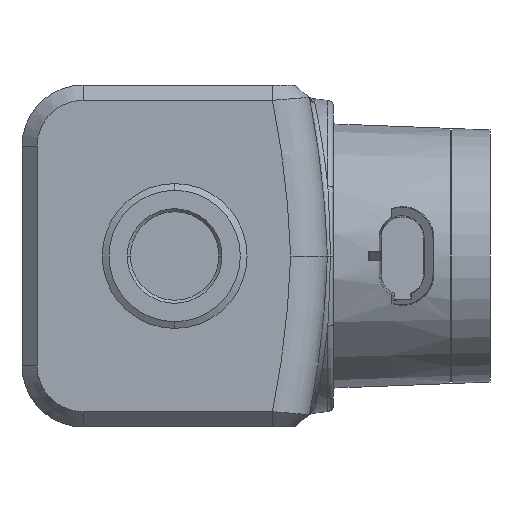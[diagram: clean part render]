
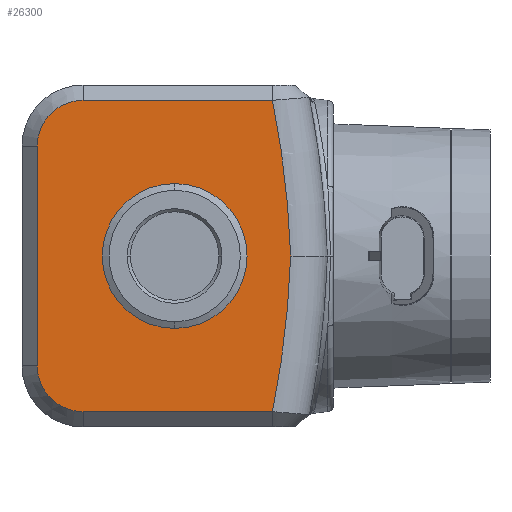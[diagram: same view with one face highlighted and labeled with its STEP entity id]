
A CAD part, front view. The second image highlights one B-rep face of the part: STEP entity #26300.
In plain terms, the highlighted planar face has unit normal (0, -1, 0).
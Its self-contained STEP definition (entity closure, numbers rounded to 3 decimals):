
#1723 = CARTESIAN_POINT ( 'NONE',  ( 32.044, -70., 51. ) ) ;
#1748 = CARTESIAN_POINT ( 'NONE',  ( -45., -70., 36. ) ) ;
#1751 = CARTESIAN_POINT ( 'NONE',  ( -30., -70., 51. ) ) ;
#1752 = CARTESIAN_POINT ( 'NONE',  ( -45., -70., -36. ) ) ;
#1753 = CARTESIAN_POINT ( 'NONE',  ( 37.993, -70., 0. ) ) ;
#1763 = CARTESIAN_POINT ( 'NONE',  ( -30., -70., -51. ) ) ;
#1787 = CARTESIAN_POINT ( 'NONE',  ( 32.044, -70., -51. ) ) ;
#4645 = EDGE_CURVE ( 'NONE', #44669, #44666, #67442, .T. ) ;
#4646 = EDGE_CURVE ( 'NONE', #44666, #44670, #30918, .T. ) ;
#4647 = EDGE_CURVE ( 'NONE', #44681, #44670, #67392, .T. ) ;
#4648 = EDGE_CURVE ( 'NONE', #44705, #44681, #30923, .T. ) ;
#4649 = EDGE_CURVE ( 'NONE', #44671, #44705, #67213, .T. ) ;
#4650 = EDGE_CURVE ( 'NONE', #44671, #44641, #67460, .T. ) ;
#4651 = EDGE_CURVE ( 'NONE', #44641, #44669, #30928, .T. ) ;
#17563 = EDGE_LOOP ( 'NONE', ( #19680, #19679, #19678, #19677, #19676, #19675, #19674 ) ) ;
#19674 = ORIENTED_EDGE ( 'NONE', *, *, #4651, .T. ) ;
#19675 = ORIENTED_EDGE ( 'NONE', *, *, #4650, .T. ) ;
#19676 = ORIENTED_EDGE ( 'NONE', *, *, #4649, .F. ) ;
#19677 = ORIENTED_EDGE ( 'NONE', *, *, #4648, .F. ) ;
#19678 = ORIENTED_EDGE ( 'NONE', *, *, #4647, .F. ) ;
#19679 = ORIENTED_EDGE ( 'NONE', *, *, #4646, .T. ) ;
#19680 = ORIENTED_EDGE ( 'NONE', *, *, #4645, .T. ) ;
#21318 = PLANE ( 'NONE',  #47090 ) ;
#21382 = FACE_OUTER_BOUND ( 'NONE', #17563, .T. ) ;
#21434 = CARTESIAN_POINT ( 'NONE',  ( -50., -70., 56. ) ) ;
#21437 = DIRECTION ( 'NONE',  ( 0., -1., 0. ) ) ;
#21440 = DIRECTION ( 'NONE',  ( -1., 0., 0. ) ) ;
#26300 = ADVANCED_FACE ( 'NONE', ( #21382 ), #21318, .T. ) ;
#30913 = CARTESIAN_POINT ( 'NONE',  ( -45., -70., 56. ) ) ;
#30917 = CARTESIAN_POINT ( 'NONE',  ( -50., -70., -51. ) ) ;
#30918 = LINE ( 'NONE', #30913, #67425 ) ;
#30919 = CARTESIAN_POINT ( 'NONE',  ( -30., -70., 36. ) ) ;
#30920 = DIRECTION ( 'NONE',  ( 0., -1., 0. ) ) ;
#30921 = DIRECTION ( 'NONE',  ( -1., 0., 0. ) ) ;
#30922 = DIRECTION ( 'NONE',  ( 0., 0., -1. ) ) ;
#30923 = LINE ( 'NONE', #30917, #67435 ) ;
#30924 = CARTESIAN_POINT ( 'NONE',  ( -30., -70., -36. ) ) ;
#30925 = DIRECTION ( 'NONE',  ( 0., 1., 0. ) ) ;
#30926 = DIRECTION ( 'NONE',  ( -1., 0., 0. ) ) ;
#30927 = DIRECTION ( 'NONE',  ( -1., 0., 0. ) ) ;
#30928 = LINE ( 'NONE', #30929, #67244 ) ;
#30929 = CARTESIAN_POINT ( 'NONE',  ( -50., -70., 51. ) ) ;
#30930 = CARTESIAN_POINT ( 'NONE',  ( -274.811, -70., 10.644 ) ) ;
#30931 = DIRECTION ( 'NONE',  ( 0., 1., 0. ) ) ;
#30932 = DIRECTION ( 'NONE',  ( -1., 0., 0. ) ) ;
#30934 = CARTESIAN_POINT ( 'NONE',  ( -274.811, -70., -10.644 ) ) ;
#30935 = DIRECTION ( 'NONE',  ( 0., -1., 0. ) ) ;
#30936 = DIRECTION ( 'NONE',  ( -1., 0., 0. ) ) ;
#30937 = DIRECTION ( 'NONE',  ( -1., 0., 0. ) ) ;
#44641 = VERTEX_POINT ( 'NONE', #1723 ) ;
#44666 = VERTEX_POINT ( 'NONE', #1748 ) ;
#44669 = VERTEX_POINT ( 'NONE', #1751 ) ;
#44670 = VERTEX_POINT ( 'NONE', #1752 ) ;
#44671 = VERTEX_POINT ( 'NONE', #1753 ) ;
#44681 = VERTEX_POINT ( 'NONE', #1763 ) ;
#44705 = VERTEX_POINT ( 'NONE', #1787 ) ;
#47090 = AXIS2_PLACEMENT_3D ( 'NONE', #21434, #21437, #21440 ) ;
#67213 = CIRCLE ( 'NONE', #67297, 312.985 ) ;
#67244 = VECTOR ( 'NONE', #30937, 1000. ) ;
#67297 = AXIS2_PLACEMENT_3D ( 'NONE', #30930, #30931, #30932 ) ;
#67390 = AXIS2_PLACEMENT_3D ( 'NONE', #30919, #30920, #30921 ) ;
#67392 = CIRCLE ( 'NONE', #67413, 15. ) ;
#67406 = AXIS2_PLACEMENT_3D ( 'NONE', #30934, #30935, #30936 ) ;
#67413 = AXIS2_PLACEMENT_3D ( 'NONE', #30924, #30925, #30926 ) ;
#67425 = VECTOR ( 'NONE', #30922, 1000. ) ;
#67435 = VECTOR ( 'NONE', #30927, 1000. ) ;
#67442 = CIRCLE ( 'NONE', #67390, 15. ) ;
#67460 = CIRCLE ( 'NONE', #67406, 312.985 ) ;
